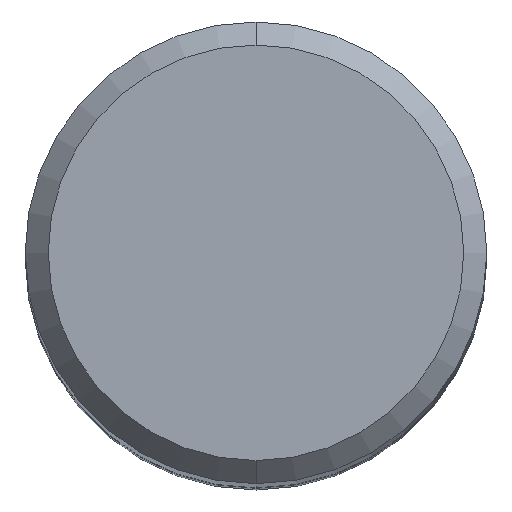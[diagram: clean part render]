
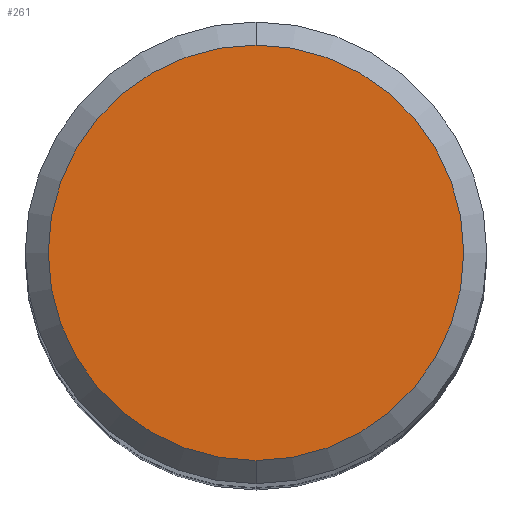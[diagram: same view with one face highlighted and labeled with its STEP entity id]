
A CAD part, top view. The second image highlights one B-rep face of the part: STEP entity #261.
In plain terms, the highlighted planar face has unit normal (0, 0, 1).
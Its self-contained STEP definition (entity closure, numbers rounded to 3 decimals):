
#261=ADVANCED_FACE('',(#586),#587,.T.);
#325=VERTEX_POINT('',#660);
#343=EDGE_CURVE('',#425,#325,#678,.T.);
#349=EDGE_CURVE('',#325,#425,#684,.T.);
#425=VERTEX_POINT('',#772);
#586=FACE_OUTER_BOUND('',#1042,.T.);
#587=PLANE('',#1043);
#660=CARTESIAN_POINT('',(0.0,4.5,0.0));
#678=CIRCLE('',#1238,4.5);
#684=CIRCLE('',#1248,4.5);
#772=CARTESIAN_POINT('',(0.,-4.5,0.0));
#1042=EDGE_LOOP('',(#1621,#1622));
#1043=AXIS2_PLACEMENT_3D('',#1623,#1624,#1625);
#1238=AXIS2_PLACEMENT_3D('',#1708,#1709,#1710);
#1248=AXIS2_PLACEMENT_3D('',#1715,#1716,#1717);
#1621=ORIENTED_EDGE('',*,*,#349,.F.);
#1622=ORIENTED_EDGE('',*,*,#343,.F.);
#1623=CARTESIAN_POINT('',(0.0,2.25,0.0));
#1624=DIRECTION('',(-0.0,0.0,1.0));
#1625=DIRECTION('',(0.0,-1.0,0.0));
#1708=CARTESIAN_POINT('',(0.0,0.0,0.0));
#1709=DIRECTION('',(0.0,0.0,-1.0));
#1710=DIRECTION('',(0.0,1.0,0.0));
#1715=CARTESIAN_POINT('',(0.0,0.0,0.0));
#1716=DIRECTION('',(0.0,0.0,-1.0));
#1717=DIRECTION('',(0.0,1.0,0.0));
